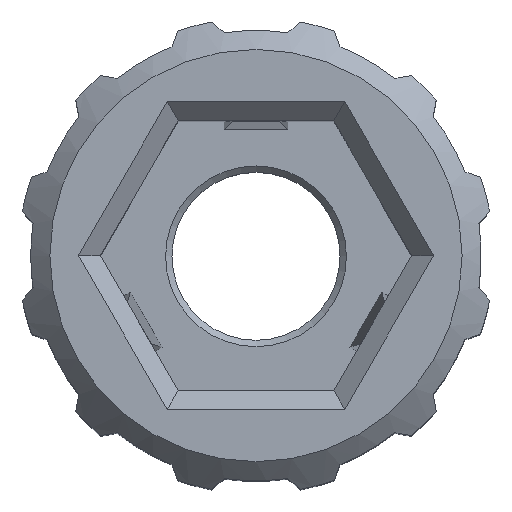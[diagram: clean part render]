
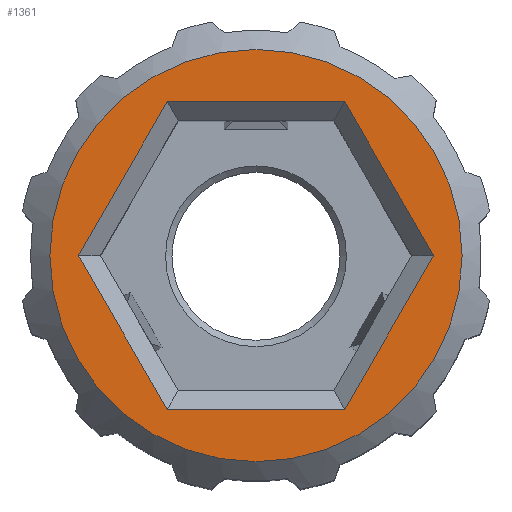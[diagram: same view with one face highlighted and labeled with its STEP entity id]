
A CAD part, top view. The second image highlights one B-rep face of the part: STEP entity #1361.
In plain terms, the highlighted planar face has unit normal (0, 0, 1).
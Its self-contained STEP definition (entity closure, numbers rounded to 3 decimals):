
#93=FACE_BOUND('',#233,.T.);
#105=PLANE('',#1455);
#155=FACE_OUTER_BOUND('',#232,.T.);
#232=EDGE_LOOP('',(#993));
#233=EDGE_LOOP('',(#994,#995,#996,#997,#998,#999));
#318=LINE('',#2001,#427);
#322=LINE('',#2009,#431);
#325=LINE('',#2015,#434);
#329=LINE('',#2023,#438);
#332=LINE('',#2029,#441);
#334=LINE('',#2032,#443);
#427=VECTOR('',#1610,10.);
#431=VECTOR('',#1616,10.);
#434=VECTOR('',#1621,10.);
#438=VECTOR('',#1627,10.);
#441=VECTOR('',#1632,10.);
#443=VECTOR('',#1636,10.);
#519=CIRCLE('',#1456,6.5);
#592=VERTEX_POINT('',#1999);
#593=VERTEX_POINT('',#2000);
#596=VERTEX_POINT('',#2008);
#598=VERTEX_POINT('',#2014);
#601=VERTEX_POINT('',#2022);
#603=VERTEX_POINT('',#2028);
#608=VERTEX_POINT('',#2052);
#733=EDGE_CURVE('',#592,#593,#318,.T.);
#737=EDGE_CURVE('',#593,#596,#322,.T.);
#740=EDGE_CURVE('',#596,#598,#325,.T.);
#744=EDGE_CURVE('',#598,#601,#329,.T.);
#747=EDGE_CURVE('',#601,#603,#332,.T.);
#749=EDGE_CURVE('',#603,#592,#334,.T.);
#761=EDGE_CURVE('',#608,#608,#519,.T.);
#993=ORIENTED_EDGE('',*,*,#761,.F.);
#994=ORIENTED_EDGE('',*,*,#733,.F.);
#995=ORIENTED_EDGE('',*,*,#749,.F.);
#996=ORIENTED_EDGE('',*,*,#747,.F.);
#997=ORIENTED_EDGE('',*,*,#744,.F.);
#998=ORIENTED_EDGE('',*,*,#740,.F.);
#999=ORIENTED_EDGE('',*,*,#737,.F.);
#1361=ADVANCED_FACE('',(#155,#93),#105,.T.);
#1455=AXIS2_PLACEMENT_3D('',#2051,#1654,#1655);
#1456=AXIS2_PLACEMENT_3D('',#2053,#1656,#1657);
#1610=DIRECTION('',(0.5,0.866,0.));
#1616=DIRECTION('',(-0.5,0.866,0.));
#1621=DIRECTION('',(-1.,0.,0.));
#1627=DIRECTION('',(-0.5,-0.866,0.));
#1632=DIRECTION('',(0.5,-0.866,0.));
#1636=DIRECTION('',(1.,0.,0.));
#1654=DIRECTION('center_axis',(0.,0.,1.));
#1655=DIRECTION('ref_axis',(1.,0.,0.));
#1656=DIRECTION('center_axis',(0.,0.,-1.));
#1657=DIRECTION('ref_axis',(1.,0.,0.));
#1999=CARTESIAN_POINT('',(2.8,-4.85,15.));
#2000=CARTESIAN_POINT('',(5.6,0.,15.));
#2001=CARTESIAN_POINT('',(4.814,-1.363,15.));
#2008=CARTESIAN_POINT('',(2.8,4.85,15.));
#2009=CARTESIAN_POINT('',(3.587,3.488,15.));
#2014=CARTESIAN_POINT('',(-2.8,4.85,15.));
#2015=CARTESIAN_POINT('',(-1.227,4.85,15.));
#2022=CARTESIAN_POINT('',(-5.6,0.,15.));
#2023=CARTESIAN_POINT('',(-4.814,1.363,15.));
#2028=CARTESIAN_POINT('',(-2.8,-4.85,15.));
#2029=CARTESIAN_POINT('',(-3.587,-3.488,15.));
#2032=CARTESIAN_POINT('',(1.227,-4.85,15.));
#2051=CARTESIAN_POINT('Origin',(0.,0.,15.));
#2052=CARTESIAN_POINT('',(-6.5,0.,15.));
#2053=CARTESIAN_POINT('Origin',(0.,0.,15.));
